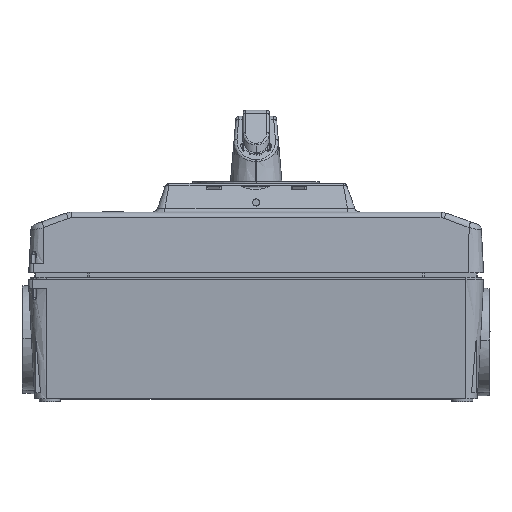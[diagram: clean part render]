
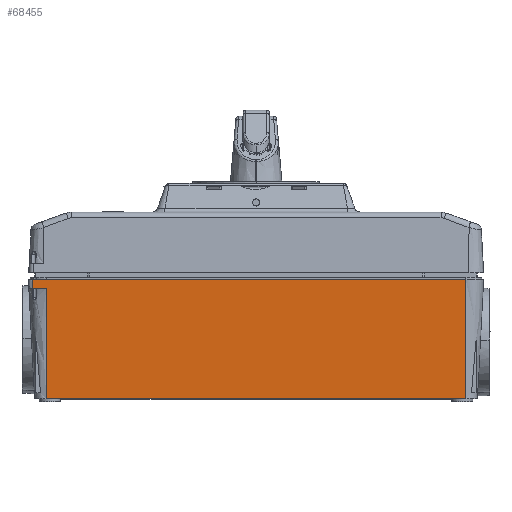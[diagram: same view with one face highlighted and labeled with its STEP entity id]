
A CAD part, left-side view. The second image highlights one B-rep face of the part: STEP entity #68455.
In plain terms, the highlighted planar face has unit normal (-0.999, 0, -0.052).
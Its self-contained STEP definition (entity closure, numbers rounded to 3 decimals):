
#873=CARTESIAN_POINT('',(-237.227,68.919,
0.));
#875=DIRECTION('',(0.,-1.,0.));
#876=VECTOR('',#875,138.24);
#877=CARTESIAN_POINT('',(-237.227,68.919,
0.));
#878=LINE('',#877,#876);
#1637=CARTESIAN_POINT('',(-239.287,-69.321,
39.3));
#1639=CARTESIAN_POINT('',(-239.287,-69.321,
39.3));
#1640=CARTESIAN_POINT('',(-239.287,-53.546,
39.3));
#1641=CARTESIAN_POINT('',(-239.287,-21.944,
39.3));
#1642=CARTESIAN_POINT('',(-239.287,25.616,39.3));
#1643=CARTESIAN_POINT('',(-239.287,57.427,39.3));
#1644=CARTESIAN_POINT('',(-239.287,73.359,39.3));
#12050=DIRECTION('',(0.052,0.,-0.999));
#12051=VECTOR('',#12050,3.004);
#12052=CARTESIAN_POINT('',(-239.287,73.359,
39.3));
#12053=LINE('',#12052,#12051);
#12058=CARTESIAN_POINT('',(-239.13,68.919,
36.3));
#12059=CARTESIAN_POINT('',(-239.13,68.922,
36.3));
#12060=CARTESIAN_POINT('',(-239.13,68.927,
36.3));
#12061=CARTESIAN_POINT('',(-239.13,68.934,
36.3));
#12062=CARTESIAN_POINT('',(-239.13,68.939,
36.3));
#12063=CARTESIAN_POINT('',(-239.13,68.941,36.3));
#12065=DIRECTION('',(0.,1.,0.));
#12066=VECTOR('',#12065,4.418);
#12067=CARTESIAN_POINT('',(-239.13,68.941,36.3));
#12068=LINE('',#12067,#12066);
#12073=DIRECTION('',(-0.052,0.,0.999));
#12074=VECTOR('',#12073,39.354);
#12075=CARTESIAN_POINT('',(-237.227,-69.321,
0.));
#12076=LINE('',#12075,#12074);
#12953=CARTESIAN_POINT('',(-239.13,68.941,36.3));
#12955=DIRECTION('',(0.052,0.,-0.999));
#12956=VECTOR('',#12955,36.35);
#12957=CARTESIAN_POINT('',(-239.13,68.919,
36.3));
#12958=LINE('',#12957,#12956);
#42081=VERTEX_POINT('',#873);
#42082=CARTESIAN_POINT('',(-237.227,-69.321,
0.));
#42083=VERTEX_POINT('',#42082);
#42304=VERTEX_POINT('',#1637);
#42305=VERTEX_POINT('',#1644);
#42390=CARTESIAN_POINT('',(-239.13,68.919,
36.3));
#42391=VERTEX_POINT('',#42390);
#42394=CARTESIAN_POINT('',(-239.13,73.359,
36.3));
#42395=VERTEX_POINT('',#42394);
#44052=VERTEX_POINT('',#12953);
#68437=CARTESIAN_POINT('',(-238.257,2.019,19.65));
#68438=DIRECTION('',(0.999,0.,0.052));
#68439=DIRECTION('',(0.,1.,0.));
#68440=AXIS2_PLACEMENT_3D('',#68437,#68438,#68439);
#68441=PLANE('',#68440);
#68442=ORIENTED_EDGE('',*,*,#50983,.F.);
#68444=ORIENTED_EDGE('',*,*,#68443,.F.);
#68445=ORIENTED_EDGE('',*,*,#49721,.F.);
#68447=ORIENTED_EDGE('',*,*,#68446,.F.);
#68449=ORIENTED_EDGE('',*,*,#68448,.T.);
#68451=ORIENTED_EDGE('',*,*,#68450,.T.);
#68452=ORIENTED_EDGE('',*,*,#68422,.F.);
#68453=EDGE_LOOP('',(#68442,#68444,#68445,#68447,#68449,#68451,#68452));
#68454=FACE_OUTER_BOUND('',#68453,.F.);
#1645=B_SPLINE_CURVE_WITH_KNOTS('',3,(#1639,#1640,#1641,#1642,#1643,#1644),
.UNSPECIFIED.,.F.,.F.,(4,1,1,4),(0.,0.333,0.667,1.),
.UNSPECIFIED.);
#12064=B_SPLINE_CURVE_WITH_KNOTS('',3,(#12058,#12059,#12060,#12061,#12062,
#12063),.UNSPECIFIED.,.F.,.F.,(4,1,1,4),(0.,0.333,
0.667,1.),.UNSPECIFIED.);
#49721=EDGE_CURVE('',#42081,#42083,#878,.T.);
#50983=EDGE_CURVE('',#42304,#42305,#1645,.T.);
#68422=EDGE_CURVE('',#42305,#42395,#12053,.T.);
#68443=EDGE_CURVE('',#42083,#42304,#12076,.T.);
#68446=EDGE_CURVE('',#42391,#42081,#12958,.T.);
#68448=EDGE_CURVE('',#42391,#44052,#12064,.T.);
#68450=EDGE_CURVE('',#44052,#42395,#12068,.T.);
#68455=ADVANCED_FACE('',(#68454),#68441,.F.);
